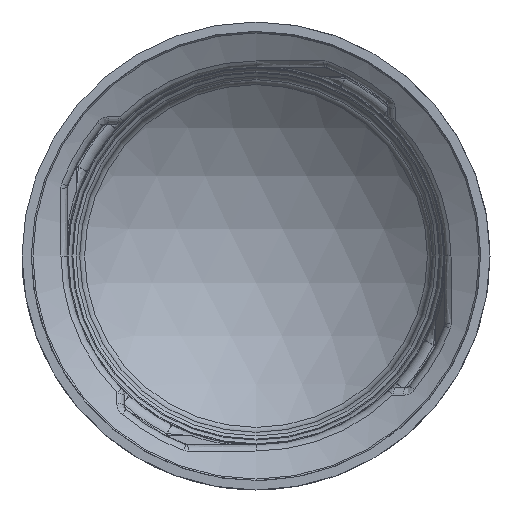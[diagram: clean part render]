
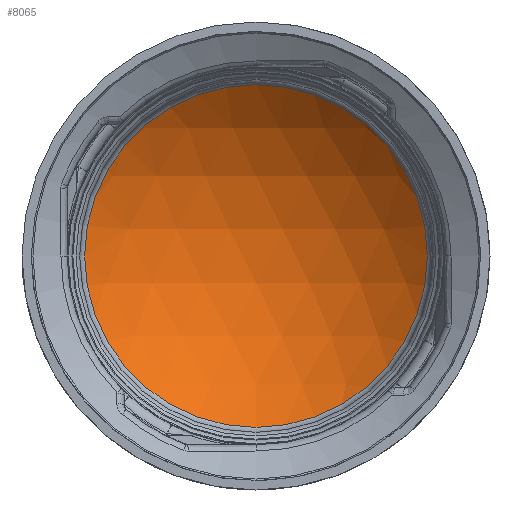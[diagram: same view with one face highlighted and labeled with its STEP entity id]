
A CAD part, front view. The second image highlights one B-rep face of the part: STEP entity #8065.
In plain terms, the highlighted spherical face has radius 80 mm.
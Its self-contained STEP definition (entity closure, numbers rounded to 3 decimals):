
#87=SPHERICAL_SURFACE('',#9103,80.);
#1801=FACE_OUTER_BOUND('',#2349,.T.);
#2349=EDGE_LOOP('',(#7425,#7426));
#2995=CIRCLE('',#9101,54.933);
#2996=CIRCLE('',#9102,54.933);
#3696=VERTEX_POINT('',#20035);
#3697=VERTEX_POINT('',#20037);
#4939=EDGE_CURVE('',#3697,#3696,#2995,.T.);
#4940=EDGE_CURVE('',#3696,#3697,#2996,.T.);
#7425=ORIENTED_EDGE('',*,*,#4939,.T.);
#7426=ORIENTED_EDGE('',*,*,#4940,.T.);
#8065=ADVANCED_FACE('',(#1801),#87,.F.);
#9101=AXIS2_PLACEMENT_3D('',#20038,#11328,#11329);
#9102=AXIS2_PLACEMENT_3D('',#20039,#11330,#11331);
#9103=AXIS2_PLACEMENT_3D('',#20040,#11332,#11333);
#11328=DIRECTION('center_axis',(0.,-1.,0.));
#11329=DIRECTION('ref_axis',(1.,0.,0.));
#11330=DIRECTION('center_axis',(0.,-1.,0.));
#11331=DIRECTION('ref_axis',(1.,0.,0.));
#11332=DIRECTION('center_axis',(0.,0.,1.));
#11333=DIRECTION('ref_axis',(1.,0.,0.));
#20035=CARTESIAN_POINT('',(0.,253.158,54.933));
#20037=CARTESIAN_POINT('',(54.933,253.158,0.));
#20038=CARTESIAN_POINT('Origin',(0.,253.158,0.));
#20039=CARTESIAN_POINT('Origin',(0.,253.158,0.));
#20040=CARTESIAN_POINT('Origin',(0.,195.,0.));
